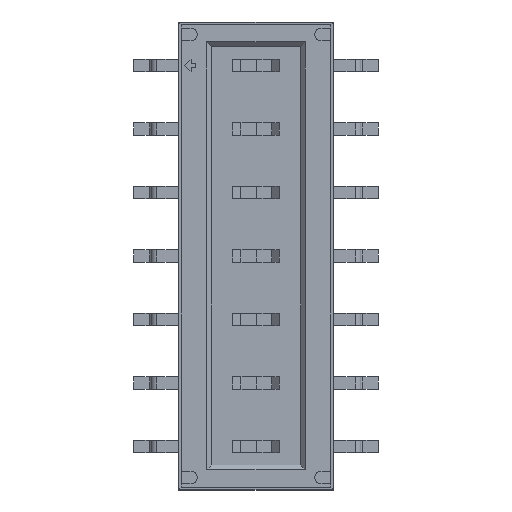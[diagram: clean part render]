
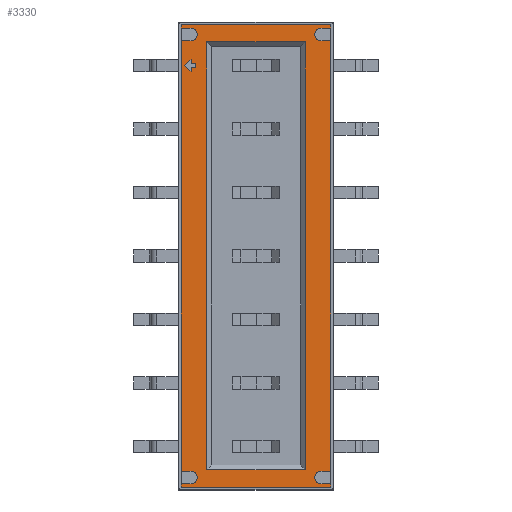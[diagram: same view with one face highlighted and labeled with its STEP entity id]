
A CAD part, top view. The second image highlights one B-rep face of the part: STEP entity #3330.
In plain terms, the highlighted planar face has unit normal (0, 0, 1).
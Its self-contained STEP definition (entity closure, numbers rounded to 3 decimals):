
#13=DIRECTION('',(0.,0.,1.));
#27=VECTOR('',#28,1.);
#28=DIRECTION('',(0.,1.,0.));
#51=VECTOR('',#52,1.);
#52=DIRECTION('',(-1.,0.,0.));
#58=VECTOR('',#59,1.);
#59=DIRECTION('',(0.,-1.,0.));
#63=VECTOR('',#64,1.);
#64=DIRECTION('',(1.,0.,0.));
#67=DIRECTION('',(0.,0.,-1.));
#116=DIRECTION('',(0.,-1.,0.));
#337=VECTOR('',#338,1.);
#338=DIRECTION('',(1.,0.,0.));
#379=VECTOR('',#380,1.);
#380=DIRECTION('',(-1.,0.,0.));
#1583=VERTEX_POINT('',#1584);
#1584=CARTESIAN_POINT('',(3.,-9.26,3.1));
#1589=VERTEX_POINT('',#1590);
#1590=CARTESIAN_POINT('',(3.,9.26,3.1));
#1592=ORIENTED_EDGE('',*,*,#1593,.F.);
#1593=EDGE_CURVE('',#1594,#1589,#1596,.T.);
#1594=VERTEX_POINT('',#1595);
#1595=CARTESIAN_POINT('',(3.,9.11,3.1));
#1596=LINE('',#1584,#27);
#1610=VERTEX_POINT('',#1611);
#1611=CARTESIAN_POINT('',(3.,8.61,3.1));
#1613=ORIENTED_EDGE('',*,*,#1614,.F.);
#1614=EDGE_CURVE('',#1615,#1610,#1596,.T.);
#1615=VERTEX_POINT('',#1616);
#1616=CARTESIAN_POINT('',(3.,-8.61,3.1));
#1630=VERTEX_POINT('',#1631);
#1631=CARTESIAN_POINT('',(3.,-9.11,3.1));
#1633=ORIENTED_EDGE('',*,*,#1634,.F.);
#1634=EDGE_CURVE('',#1583,#1630,#1596,.T.);
#3306=VERTEX_POINT('',#3307);
#3307=CARTESIAN_POINT('',(-3.,9.26,3.1));
#3309=ORIENTED_EDGE('',*,*,#3310,.F.);
#3310=EDGE_CURVE('',#1589,#3306,#3311,.T.);
#3311=LINE('',#1590,#51);
#3320=ORIENTED_EDGE('',*,*,#3321,.F.);
#3321=EDGE_CURVE('',#3322,#1583,#3324,.T.);
#3322=VERTEX_POINT('',#3323);
#3323=CARTESIAN_POINT('',(-3.,-9.26,3.1));
#3324=LINE('',#3323,#63);
#3330=ADVANCED_FACE('',(#3331,#3413,#3435),#3476,.F.);
#3331=FACE_BOUND('',#3332,.F.);
#3332=EDGE_LOOP('',(#1633,#3320,#3333,#3338,#3344,#3351,#3356,#3360,#3366,#3373,#3378,#3309,#1592,#3380,#3386,#3394,#1613,#3397,#3403,#3410));
#3333=ORIENTED_EDGE('',*,*,#3334,.F.);
#3334=EDGE_CURVE('',#3335,#3322,#3337,.T.);
#3335=VERTEX_POINT('',#3336);
#3336=CARTESIAN_POINT('',(-3.,-9.11,3.1));
#3337=LINE('',#3307,#58);
#3338=ORIENTED_EDGE('',*,*,#3339,.T.);
#3339=EDGE_CURVE('',#3335,#3340,#3342,.T.);
#3340=VERTEX_POINT('',#3341);
#3341=CARTESIAN_POINT('',(-2.6,-9.11,3.1));
#3342=LINE('',#3343,#63);
#3343=CARTESIAN_POINT('',(-3.1,-9.11,3.1));
#3344=ORIENTED_EDGE('',*,*,#3345,.T.);
#3345=EDGE_CURVE('',#3340,#3346,#3348,.T.);
#3346=VERTEX_POINT('',#3347);
#3347=CARTESIAN_POINT('',(-2.6,-8.61,3.1));
#3348=CIRCLE('',#3349,0.25);
#3349=AXIS2_PLACEMENT_3D('',#3350,#13,#28);
#3350=CARTESIAN_POINT('',(-2.6,-8.86,3.1));
#3351=ORIENTED_EDGE('',*,*,#3352,.T.);
#3352=EDGE_CURVE('',#3346,#3353,#3355,.T.);
#3353=VERTEX_POINT('',#3354);
#3354=CARTESIAN_POINT('',(-3.,-8.61,3.1));
#3355=LINE('',#3347,#51);
#3356=ORIENTED_EDGE('',*,*,#3357,.F.);
#3357=EDGE_CURVE('',#3358,#3353,#3337,.T.);
#3358=VERTEX_POINT('',#3359);
#3359=CARTESIAN_POINT('',(-3.,8.61,3.1));
#3360=ORIENTED_EDGE('',*,*,#3361,.T.);
#3361=EDGE_CURVE('',#3358,#3362,#3364,.T.);
#3362=VERTEX_POINT('',#3363);
#3363=CARTESIAN_POINT('',(-2.6,8.61,3.1));
#3364=LINE('',#3365,#63);
#3365=CARTESIAN_POINT('',(-3.1,8.61,3.1));
#3366=ORIENTED_EDGE('',*,*,#3367,.T.);
#3367=EDGE_CURVE('',#3362,#3368,#3370,.T.);
#3368=VERTEX_POINT('',#3369);
#3369=CARTESIAN_POINT('',(-2.6,9.11,3.1));
#3370=CIRCLE('',#3371,0.25);
#3371=AXIS2_PLACEMENT_3D('',#3372,#13,#28);
#3372=CARTESIAN_POINT('',(-2.6,8.86,3.1));
#3373=ORIENTED_EDGE('',*,*,#3374,.T.);
#3374=EDGE_CURVE('',#3368,#3375,#3377,.T.);
#3375=VERTEX_POINT('',#3376);
#3376=CARTESIAN_POINT('',(-3.,9.11,3.1));
#3377=LINE('',#3369,#51);
#3378=ORIENTED_EDGE('',*,*,#3379,.F.);
#3379=EDGE_CURVE('',#3306,#3375,#3337,.T.);
#3380=ORIENTED_EDGE('',*,*,#3381,.T.);
#3381=EDGE_CURVE('',#1594,#3382,#3384,.T.);
#3382=VERTEX_POINT('',#3383);
#3383=CARTESIAN_POINT('',(2.6,9.11,3.1));
#3384=LINE('',#3385,#379);
#3385=CARTESIAN_POINT('',(3.1,9.11,3.1));
#3386=ORIENTED_EDGE('',*,*,#3387,.T.);
#3387=EDGE_CURVE('',#3382,#3388,#3390,.T.);
#3388=VERTEX_POINT('',#3389);
#3389=CARTESIAN_POINT('',(2.6,8.61,3.1));
#3390=CIRCLE('',#3391,0.25);
#3391=AXIS2_PLACEMENT_3D('',#3392,#3393,#116);
#3392=CARTESIAN_POINT('',(2.6,8.86,3.1));
#3393=DIRECTION('',(0.,0.,1.));
#3394=ORIENTED_EDGE('',*,*,#3395,.T.);
#3395=EDGE_CURVE('',#3388,#1610,#3396,.T.);
#3396=LINE('',#3389,#337);
#3397=ORIENTED_EDGE('',*,*,#3398,.T.);
#3398=EDGE_CURVE('',#1615,#3399,#3401,.T.);
#3399=VERTEX_POINT('',#3400);
#3400=CARTESIAN_POINT('',(2.6,-8.61,3.1));
#3401=LINE('',#3402,#379);
#3402=CARTESIAN_POINT('',(3.1,-8.61,3.1));
#3403=ORIENTED_EDGE('',*,*,#3404,.T.);
#3404=EDGE_CURVE('',#3399,#3405,#3407,.T.);
#3405=VERTEX_POINT('',#3406);
#3406=CARTESIAN_POINT('',(2.6,-9.11,3.1));
#3407=CIRCLE('',#3408,0.25);
#3408=AXIS2_PLACEMENT_3D('',#3409,#3393,#116);
#3409=CARTESIAN_POINT('',(2.6,-8.86,3.1));
#3410=ORIENTED_EDGE('',*,*,#3411,.T.);
#3411=EDGE_CURVE('',#3405,#1630,#3412,.T.);
#3412=LINE('',#3406,#337);
#3413=FACE_BOUND('',#3414,.F.);
#3414=EDGE_LOOP('',(#3415,#3422,#3427,#3432));
#3415=ORIENTED_EDGE('',*,*,#3416,.T.);
#3416=EDGE_CURVE('',#3417,#3419,#3421,.T.);
#3417=VERTEX_POINT('',#3418);
#3418=CARTESIAN_POINT('',(1.975,8.56,3.1));
#3419=VERTEX_POINT('',#3420);
#3420=CARTESIAN_POINT('',(-1.975,8.56,3.1));
#3421=LINE('',#3418,#51);
#3422=ORIENTED_EDGE('',*,*,#3423,.T.);
#3423=EDGE_CURVE('',#3419,#3424,#3426,.T.);
#3424=VERTEX_POINT('',#3425);
#3425=CARTESIAN_POINT('',(-1.975,-8.56,3.1));
#3426=LINE('',#3420,#58);
#3427=ORIENTED_EDGE('',*,*,#3428,.T.);
#3428=EDGE_CURVE('',#3424,#3429,#3431,.T.);
#3429=VERTEX_POINT('',#3430);
#3430=CARTESIAN_POINT('',(1.975,-8.56,3.1));
#3431=LINE('',#3425,#63);
#3432=ORIENTED_EDGE('',*,*,#3433,.T.);
#3433=EDGE_CURVE('',#3429,#3417,#3434,.T.);
#3434=LINE('',#3430,#27);
#3435=FACE_BOUND('',#3436,.F.);
#3436=EDGE_LOOP('',(#3437,#3446,#3451,#3456,#3461,#3466,#3471));
#3437=ORIENTED_EDGE('',*,*,#3438,.T.);
#3438=EDGE_CURVE('',#3439,#3441,#3443,.T.);
#3439=VERTEX_POINT('',#3440);
#3440=CARTESIAN_POINT('',(-2.85,7.62,3.1));
#3441=VERTEX_POINT('',#3442);
#3442=CARTESIAN_POINT('',(-2.6,7.37,3.1));
#3443=LINE('',#3440,#3444);
#3444=VECTOR('',#3445,1.);
#3445=DIRECTION('',(0.707,-0.707,0.));
#3446=ORIENTED_EDGE('',*,*,#3447,.T.);
#3447=EDGE_CURVE('',#3441,#3448,#3450,.T.);
#3448=VERTEX_POINT('',#3449);
#3449=CARTESIAN_POINT('',(-2.6,7.537,3.1));
#3450=LINE('',#3442,#27);
#3451=ORIENTED_EDGE('',*,*,#3452,.T.);
#3452=EDGE_CURVE('',#3448,#3453,#3455,.T.);
#3453=VERTEX_POINT('',#3454);
#3454=CARTESIAN_POINT('',(-2.433,7.537,3.1));
#3455=LINE('',#3449,#63);
#3456=ORIENTED_EDGE('',*,*,#3457,.T.);
#3457=EDGE_CURVE('',#3453,#3458,#3460,.T.);
#3458=VERTEX_POINT('',#3459);
#3459=CARTESIAN_POINT('',(-2.433,7.703,3.1));
#3460=LINE('',#3454,#27);
#3461=ORIENTED_EDGE('',*,*,#3462,.T.);
#3462=EDGE_CURVE('',#3458,#3463,#3465,.T.);
#3463=VERTEX_POINT('',#3464);
#3464=CARTESIAN_POINT('',(-2.6,7.703,3.1));
#3465=LINE('',#3459,#51);
#3466=ORIENTED_EDGE('',*,*,#3467,.T.);
#3467=EDGE_CURVE('',#3463,#3468,#3470,.T.);
#3468=VERTEX_POINT('',#3469);
#3469=CARTESIAN_POINT('',(-2.6,7.87,3.1));
#3470=LINE('',#3464,#27);
#3471=ORIENTED_EDGE('',*,*,#3472,.T.);
#3472=EDGE_CURVE('',#3468,#3439,#3473,.T.);
#3473=LINE('',#3469,#3474);
#3474=VECTOR('',#3475,1.);
#3475=DIRECTION('',(-0.707,-0.707,0.));
#3476=PLANE('',#3477);
#3477=AXIS2_PLACEMENT_3D('',#1584,#67,#3478);
#3478=DIRECTION('',(-0.308,0.951,0.));
